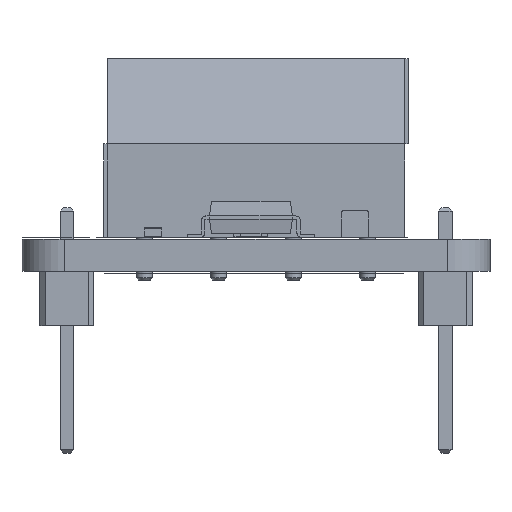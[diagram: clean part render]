
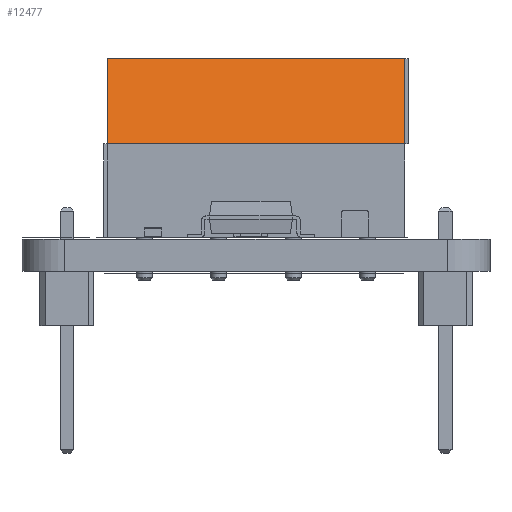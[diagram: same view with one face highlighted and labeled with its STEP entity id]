
A CAD part, left-side view. The second image highlights one B-rep face of the part: STEP entity #12477.
In plain terms, the highlighted face is planar.
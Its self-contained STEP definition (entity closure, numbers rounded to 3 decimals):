
#12043 = VERTEX_POINT('',#12044);
#12044 = CARTESIAN_POINT('',(7.,4.4,-3.4));
#12050 = EDGE_CURVE('',#12043,#12051,#12053,.T.);
#12051 = VERTEX_POINT('',#12052);
#12052 = CARTESIAN_POINT('',(7.,8.4,-2.));
#12053 = LINE('',#12054,#12055);
#12054 = CARTESIAN_POINT('',(7.,8.4,-2.));
#12055 = VECTOR('',#12056,1.);
#12056 = DIRECTION('',(0.,0.944,0.33));
#12214 = EDGE_CURVE('',#12215,#12051,#12217,.T.);
#12215 = VERTEX_POINT('',#12216);
#12216 = CARTESIAN_POINT('',(-7.,8.4,-2.));
#12217 = LINE('',#12218,#12219);
#12218 = CARTESIAN_POINT('',(-7.,8.4,-2.));
#12219 = VECTOR('',#12220,1.);
#12220 = DIRECTION('',(1.,0.,0.));
#12477 = ADVANCED_FACE('',(#12478),#12496,.T.);
#12478 = FACE_BOUND('',#12479,.T.);
#12479 = EDGE_LOOP('',(#12480,#12488,#12489,#12490));
#12480 = ORIENTED_EDGE('',*,*,#12481,.F.);
#12481 = EDGE_CURVE('',#12215,#12482,#12484,.T.);
#12482 = VERTEX_POINT('',#12483);
#12483 = CARTESIAN_POINT('',(-7.,4.4,-3.4));
#12484 = LINE('',#12485,#12486);
#12485 = CARTESIAN_POINT('',(-7.,8.4,-2.));
#12486 = VECTOR('',#12487,1.);
#12487 = DIRECTION('',(0.,-0.944,-0.33));
#12488 = ORIENTED_EDGE('',*,*,#12214,.T.);
#12489 = ORIENTED_EDGE('',*,*,#12050,.F.);
#12490 = ORIENTED_EDGE('',*,*,#12491,.F.);
#12491 = EDGE_CURVE('',#12482,#12043,#12492,.T.);
#12492 = LINE('',#12493,#12494);
#12493 = CARTESIAN_POINT('',(-7.,4.4,-3.4));
#12494 = VECTOR('',#12495,1.);
#12495 = DIRECTION('',(1.,0.,0.));
#12496 = PLANE('',#12497);
#12497 = AXIS2_PLACEMENT_3D('',#12498,#12499,#12500);
#12498 = CARTESIAN_POINT('',(-7.,4.4,-3.4));
#12499 = DIRECTION('',(0.,0.33,-0.944));
#12500 = DIRECTION('',(0.,0.944,0.33));
